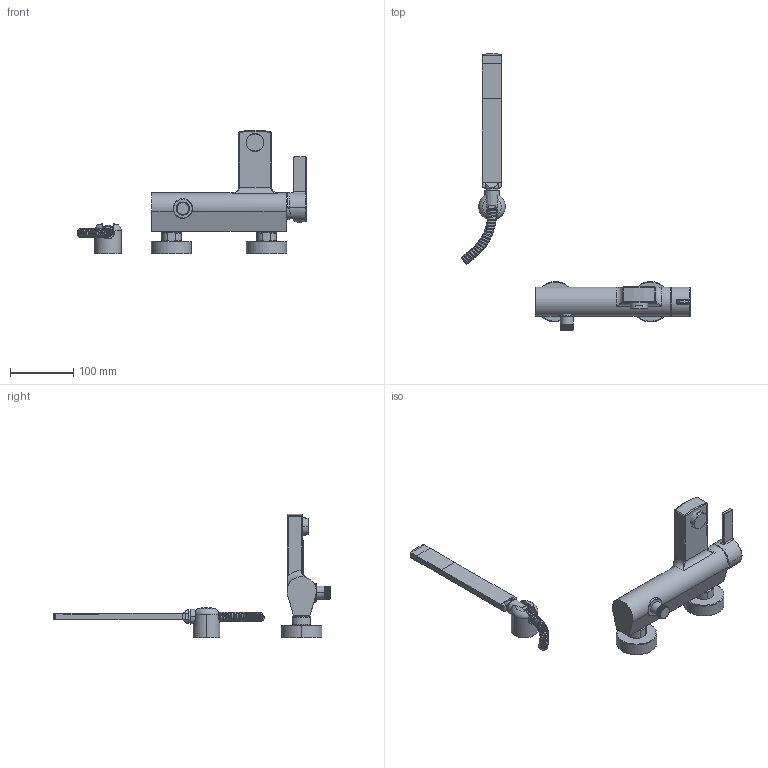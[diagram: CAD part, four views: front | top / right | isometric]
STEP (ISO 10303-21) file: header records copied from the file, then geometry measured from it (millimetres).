
FILE_DESCRIPTION((''),'2;1');
FILE_NAME('RO026CR','2021-01-15T14:53:04',('ut3'),('PAFFONI SpA'),'CREO PARAMETRIC BY PTC INC, 2020044','CREO PARAMETRIC BY PTC INC, 2020044','');
FILE_SCHEMA(('CONFIG_CONTROL_DESIGN','SHAPE_APPEARANCE_LAYERS_GROUPS'));
Length unit declared in the file: millimetre
Products named in the file (1): RO026CR
Bounding box: 361.19 x 435.89 x 195.2 mm (x, y, z)
Surface area: 139941.9 mm2 (no closed solid volume)
Topology: 0 solids, 23 shells, 234 faces, 587 edges, 367 vertices
Faces by surface type: plane 67, bspline 57, cylinder 54, torus 28, cone 20, sphere 8
Entity records: 21910 total; most frequent: CARTESIAN_POINT 15058, ORIENTED_EDGE 1042, DIRECTION 967, EDGE_CURVE 580, AXIS2_PLACEMENT_3D 373, VERTEX_POINT 366, FILL_AREA_STYLE_COLOUR 251, FILL_AREA_STYLE 251
